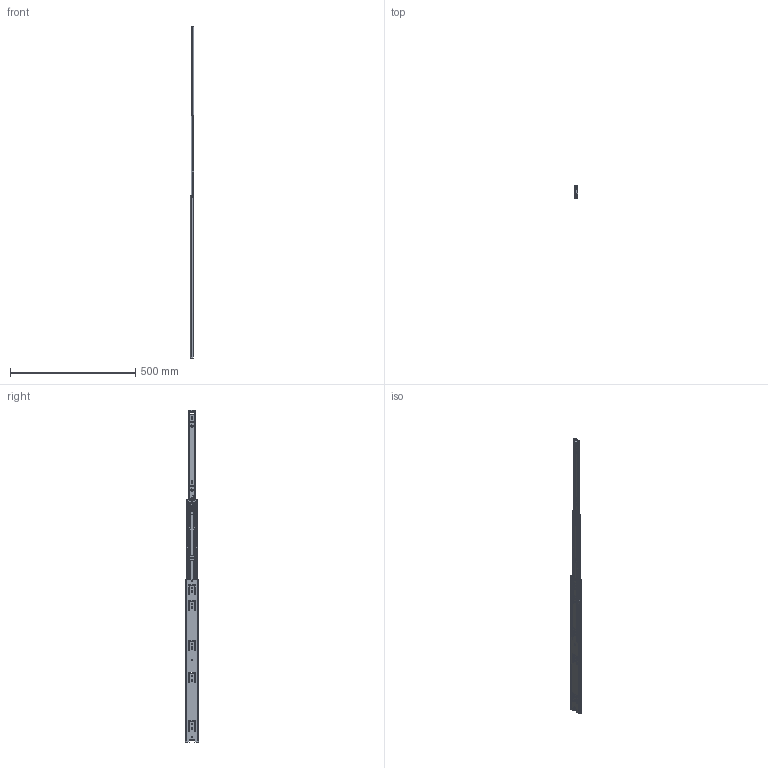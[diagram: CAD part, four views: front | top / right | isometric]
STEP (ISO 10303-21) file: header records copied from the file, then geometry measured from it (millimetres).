
FILE_DESCRIPTION (( 'STEP AP214' ), '1' );
FILE_NAME ('FR_5210.0650mm_26inch_open.STEP', '2022-10-24T14:30:20', ( '' ), ( '' ), 'SwSTEP 2.0', 'SolidWorks 2020', '' );
FILE_SCHEMA (( 'AUTOMOTIVE_DESIGN' ));
Length unit declared in the file: millimetre
Products named in the file (12): FR5210 MIDDLE STOP; 5210.XXX-03.T030_NL  650; 5210.XXX-01.T030_NL  650; FR_5210.0650mm_26inch_open; FR5210 TRIGGER; 5210.XXX-02.T030_NL  650; FR5210 DETENT; 5210 RIVET; 5210 MIDDLE RIVET
Assembly tree (11 placements, depth 3):
  FR_5210.0650mm_26inch_open
    5210.XXX-01.T030_NL  650
      5210.XXX-01.T030_NL  650
      FR5210 DETENT
    5210.XXX-03.T030_NL  650
      5210.XXX-03.T030_NL  650
      FR5210 TRIGGER
      5210 RIVET
    5210.XXX-02.T030_NL  650
      5210.XXX-02.T030_NL  650
      FR5210 MIDDLE STOP
      5210 MIDDLE RIVET
Bounding box: 12.9 x 51.89 x 1325 mm (x, y, z)
Volume: 184674.4 mm3; surface area: 231111.5 mm2
Topology: 8 solids, 8 shells, 1018 faces, 2743 edges, 1723 vertices
Faces by surface type: plane 470, cylinder 462, bspline 32, torus 30, cone 22, sphere 2
Entity records: 34621 total; most frequent: CARTESIAN_POINT 8610, ORIENTED_EDGE 5480, DIRECTION 5300, EDGE_CURVE 2740, AXIS2_PLACEMENT_3D 1883, VERTEX_POINT 1724, VECTOR 1534, LINE 1534
